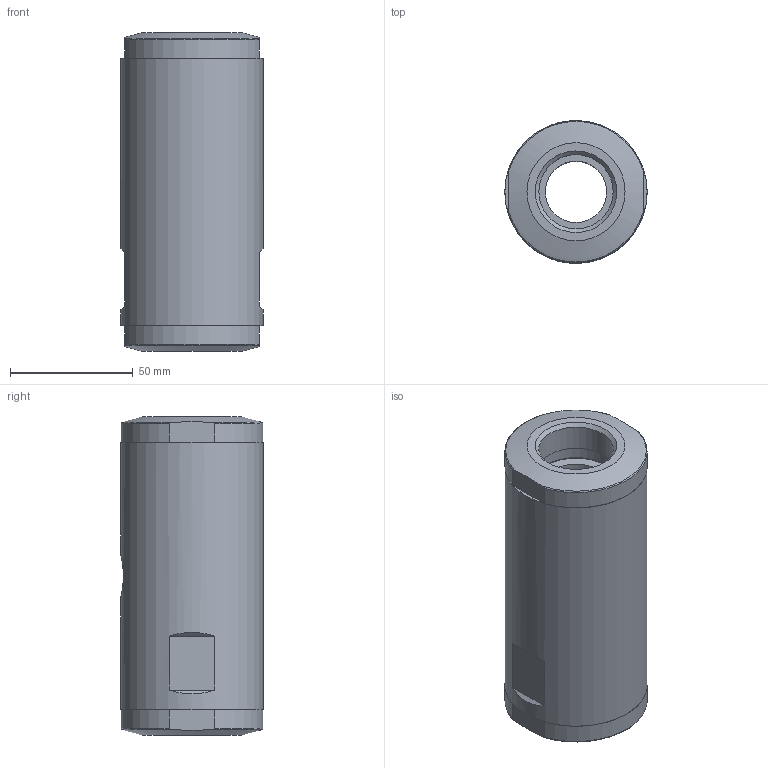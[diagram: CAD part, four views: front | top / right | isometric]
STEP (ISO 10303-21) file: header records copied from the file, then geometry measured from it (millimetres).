
FILE_DESCRIPTION(/* description */ ('STEP AP214'),/* implementation_level */ '2;1');
FILE_NAME(/* name */ '3968929_VZQA-C-M22U-25-GG-V4V4E-4-EXA',/* time_stamp */ '2024-09-18T03:47:06+02:00',/* author */ ('License CC BY-ND 4.0'),/* organization */ ('CADENAS'),/* preprocessor_version */ 'ST-DEVELOPER v19.3',/* originating_system */ 'PARTsolutions',/* authorisation */ ' ');
FILE_SCHEMA (('AP242_MANAGED_MODEL_BASED_3D_ENGINEERING_MIM_LF { 1 0 10303 442 3 1 4 }','AUTOMOTIVE_DESIGN {1 0 10303 214 3 1 1}'));
Length unit declared in the file: millimetre
Products named in the file (3): 3968929 VZQA-C-M22U-25-GG-V4V4E-4-EXA; 8044082 VZQA-C-M22U-25-V4; 1824660 VZQA-C-M22U-25-G-V4
Assembly tree (3 placements, depth 2):
  3968929 VZQA-C-M22U-25-GG-V4V4E-4-EXA
    8044082 VZQA-C-M22U-25-V4
    1824660 VZQA-C-M22U-25-G-V4  x2
Bounding box: 58 x 58 x 130 mm (x, y, z)
Volume: 261484.5 mm3; surface area: 56096.6 mm2
Topology: 3 solids, 3 shells, 73 faces, 145 edges, 92 vertices
Faces by surface type: plane 29, cylinder 22, cone 12, torus 10
Full cylindrical faces by diameter (mm): 2 x1, 8.566 x1, 25 x3, 30.291 x2, 33.75 x2, 38.1 x2, 48 x2, 49.876 x2, 51.5 x2, 58 x1
Entity records: 1197 total; most frequent: CARTESIAN_POINT 219, DIRECTION 206, ORIENTED_EDGE 130, AXIS2_PLACEMENT_3D 96, EDGE_LOOP 86, FACE_BOUND 86, EDGE_CURVE 65, VERTEX_POINT 55
